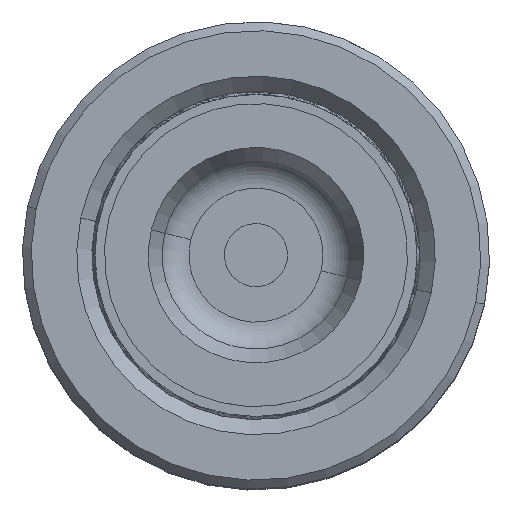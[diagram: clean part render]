
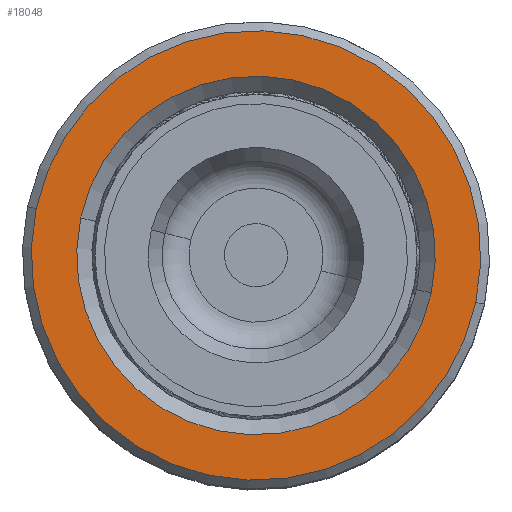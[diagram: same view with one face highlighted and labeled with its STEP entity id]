
A CAD part, top view. The second image highlights one B-rep face of the part: STEP entity #18048.
In plain terms, the highlighted planar face has unit normal (0, 0, 1).
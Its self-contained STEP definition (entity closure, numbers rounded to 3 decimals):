
#139 = ORIENTED_EDGE ( 'NONE', *, *, #4297, .T. ) ;
#525 = CARTESIAN_POINT ( 'NONE',  ( 0., 0., 50. ) ) ;
#714 = AXIS2_PLACEMENT_3D ( 'NONE', #27947, #6313, #9158 ) ;
#1322 = VERTEX_POINT ( 'NONE', #4139 ) ;
#1510 = CARTESIAN_POINT ( 'NONE',  ( 14.2, 0., 50. ) ) ;
#1769 = DIRECTION ( 'NONE',  ( 1., 0., 0. ) ) ;
#1774 = CARTESIAN_POINT ( 'NONE',  ( 17.8, 0., 50. ) ) ;
#2271 = FACE_OUTER_BOUND ( 'NONE', #29845, .T. ) ;
#3514 = VERTEX_POINT ( 'NONE', #25147 ) ;
#4139 = CARTESIAN_POINT ( 'NONE',  ( -17.8, 0., 50. ) ) ;
#4297 = EDGE_CURVE ( 'NONE', #8306, #1322, #18634, .T. ) ;
#4498 = CARTESIAN_POINT ( 'NONE',  ( 0., 0., 50. ) ) ;
#5009 = CIRCLE ( 'NONE', #9032, 14.2 ) ;
#6086 = DIRECTION ( 'NONE',  ( 1., 0., 0. ) ) ;
#6313 = DIRECTION ( 'NONE',  ( 0., 0., -1. ) ) ;
#7983 = DIRECTION ( 'NONE',  ( 0., 0., -1. ) ) ;
#8004 = CIRCLE ( 'NONE', #20437, 17.8 ) ;
#8306 = VERTEX_POINT ( 'NONE', #1774 ) ;
#8625 = DIRECTION ( 'NONE',  ( 0., 0., 1. ) ) ;
#9032 = AXIS2_PLACEMENT_3D ( 'NONE', #29597, #7983, #32227 ) ;
#9158 = DIRECTION ( 'NONE',  ( 1., 0., 0. ) ) ;
#11252 = EDGE_CURVE ( 'NONE', #3514, #28275, #5009, .T. ) ;
#11363 = DIRECTION ( 'NONE',  ( 1., 0., 0. ) ) ;
#14786 = ORIENTED_EDGE ( 'NONE', *, *, #11252, .T. ) ;
#15487 = CIRCLE ( 'NONE', #714, 14.2 ) ;
#16782 = DIRECTION ( 'NONE',  ( 0., 0., 1. ) ) ;
#17976 = DIRECTION ( 'NONE',  ( 0., 0., 1. ) ) ;
#18048 = ADVANCED_FACE ( 'NONE', ( #2271, #24403 ), #19475, .T. ) ;
#18634 = CIRCLE ( 'NONE', #21023, 17.8 ) ;
#19475 = PLANE ( 'NONE',  #35150 ) ;
#20437 = AXIS2_PLACEMENT_3D ( 'NONE', #33215, #16782, #6086 ) ;
#21023 = AXIS2_PLACEMENT_3D ( 'NONE', #4498, #17976, #1769 ) ;
#22713 = ORIENTED_EDGE ( 'NONE', *, *, #29054, .T. ) ;
#24133 = ORIENTED_EDGE ( 'NONE', *, *, #33357, .T. ) ;
#24403 = FACE_BOUND ( 'NONE', #33775, .T. ) ;
#25147 = CARTESIAN_POINT ( 'NONE',  ( -14.2, 0., 50. ) ) ;
#27947 = CARTESIAN_POINT ( 'NONE',  ( 0., 0., 50. ) ) ;
#28275 = VERTEX_POINT ( 'NONE', #1510 ) ;
#29054 = EDGE_CURVE ( 'NONE', #1322, #8306, #8004, .T. ) ;
#29597 = CARTESIAN_POINT ( 'NONE',  ( 0., 0., 50. ) ) ;
#29845 = EDGE_LOOP ( 'NONE', ( #22713, #139 ) ) ;
#32227 = DIRECTION ( 'NONE',  ( 1., 0., 0. ) ) ;
#33215 = CARTESIAN_POINT ( 'NONE',  ( 0., 0., 50. ) ) ;
#33357 = EDGE_CURVE ( 'NONE', #28275, #3514, #15487, .T. ) ;
#33775 = EDGE_LOOP ( 'NONE', ( #24133, #14786 ) ) ;
#35150 = AXIS2_PLACEMENT_3D ( 'NONE', #525, #8625, #11363 ) ;
